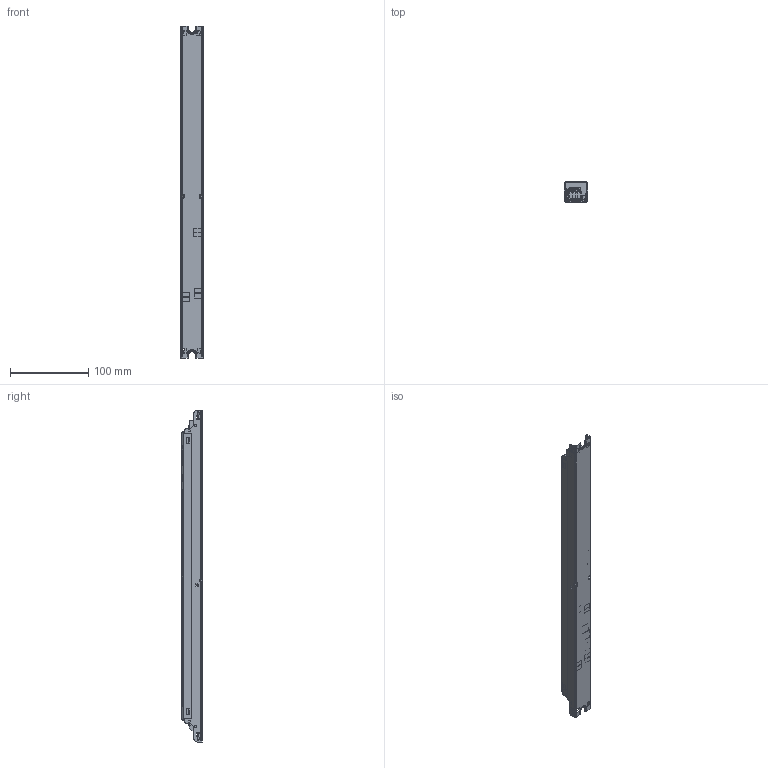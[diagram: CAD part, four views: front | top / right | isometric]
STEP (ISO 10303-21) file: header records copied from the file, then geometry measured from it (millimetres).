
FILE_DESCRIPTION(/* description */ (''),/* implementation_level */ '2;1');
FILE_NAME(/* name */ '75WG2 Product_0909.stp',/* time_stamp */ '2020-09-09T10:09:34+08:00',/* author */ ('cnh69992'),/* organization */ (''),/* preprocessor_version */ 'ST-DEVELOPER v16.5',/* originating_system */ 'Autodesk Inventor 2017',/* authorisation */ '');
FILE_SCHEMA (('AUTOMOTIVE_DESIGN { 1 0 10303 214 3 1 1 }'));
Products named in the file (69): 75WG2 Product_0901; Chassis; 442240889801; 442240892851; Tape; 3D; 3D_Outline; cap_safe_180059144025_lda060_0750_r_1; fus_089045079_lda060_0500_r_1; trf_145080140_e080040_04p_d06_m_1; res_o090054115025_ldb060_0500_r_1; cap_123082179025_ldb060_0750_r_1; trf_265435196_e225315_09p_d09_m_11; cep_d185270185_bend9955_dki080_0750_m_1; pkg_so4-11-4m1s_tosh_b_1; trf_210220192_e100150_05p_d09_m_11; cap_safe_134054139025_ldb060_0750_r_1; trf_229140149_e188100_04p_d09_m_11; res_o096055115019_ldb060_0500_r_1; spg_822264607661_x_1; trf_145145145_e100100_05p_d06_m_11; dio_sub_sma_tase_b_1; pkg_to252-dpak_b_1; res_sllf321610_b_1; pkg_sot23-5l_st_b_1; icc_qfp032e080s07l12h16_b_2-180; pcb_mod_antenna_02p_m_1; pkg_sot223_b_1; cap_safe_o095040120030_ldb060_0750_r_1; ind_sllf160810_b_1; ind_sllf201214_b_1; mec_442240000104_m_1; cep_d055168013_ldb050_0500_r_1; cep_d068178013_ldb050_0500_r_1; icc_so08e127rs225_b_1; pkg_sot23-5mini_b_1; res_sllf160810_b_1; cap_safe_o120050130030_ldb060_0750_r_1; dio_scp52252917_b_2; res_o070050105035_ldb060_0500_r_1 ...
Assembly tree (378 placements, depth 4):
  75WG2 Product_0901
    Chassis
    442240889801
    442240892851
    Tape
    3D
      3D_Outline
      tld_icct_dia010_x_1  x88
      cap_sllf160810_b_1  x36
      dio_sod323_b_1  x14
      res_sllf160805_b_1  x70
      res_sllf321607_b_1  x14
      cap_safe_180059144025_lda060_0750_r_1
      dio_scp52252917_b_2  x6
      fus_089045079_lda060_0500_r_1
      tld_icct_dia010_sr_b_1  x33
      trf_145080140_e080040_04p_d06_m_1
      res_o090054115025_ldb060_0500_r_1
      spg_822264607661_x_1  x2
      cap_123082179025_ldb060_0750_r_1
      cap_sllf321619_b_1  x2
      pkg_to252-dpak_b_1  x2
      res_sllf321610_b_1  x2
      trf_265435196_e225315_09p_d09_m_11
      icc_so08e127rs225_b_1  x3
      cep_d185270185_bend9955_dki080_0750_m_1
      dio_smaf_yangji_b_1  x6
      pkg_so4-11-4m1s_tosh_b_1
      trf_210220192_e100150_05p_d09_m_11
      pkg_sot223_b_1  x2
      res_sllf160810_b_1  x2
      cap_sllf201214_b_1  x5
      cap_safe_134054139025_ldb060_0750_r_1
      ind_sllf201214_b_1  x2
      trf_229140149_e188100_04p_d09_m_11
      pkg_sot23_b_1  x6
      res_o096055115019_ldb060_0500_r_1
      trf_145145145_e100100_05p_d06_m_11
      mec_442240000104_m_1  x2
      dio_sub_sma_tase_b_1
      cap_sllf321614_b_1  x3
      pkg_sot23-5l_st_b_1
      icc_qfp032e080s07l12h16_b_2-180
      pcb_mod_antenna_02p_m_1
      pkg_sot23-5mini_b_1  x2
      cap_safe_o095040120030_ldb060_0750_r_1
      ind_sllf160810_b_1
      pkg_sot323_b_1  x4
      cep_d055168013_ldb050_0500_r_1
      cep_d068178013_ldb050_0500_r_1
      cap_safe_o120050130030_ldb060_0750_r_1
      res_o070050105035_ldb060_0500_r_1
      res_sllf201207_b_1  x5
      cap_safe_o130055115030_vki060_1000_m_1
      dio_scp55352624_npm_b_1
      icc_so08e127rs225_b_1-180
      tld_func_dia020_sr_b_1  x13
      tld_func_dia015_sr_b_1  x11
      BU2RDGYVO
        250_single_piece_violet
Bounding box: 30.2 x 25.8 x 424 mm (x, y, z)
Volume: 112603.7 mm3; surface area: 162896 mm2
Topology: 375 solids, 375 shells, 2831 faces, 5934 edges, 3856 vertices
Faces by surface type: plane 2347, cylinder 368, bspline 48, sphere 48, torus 16, cone 4
Full cylindrical faces by diameter (mm): 1 x2, 1.6 x121, 2.5 x11, 2.83 x7, 3 x13, 5.9 x1, 7.2 x1
Entity records: 45312 total; most frequent: CARTESIAN_POINT 8499, DIRECTION 7319, ORIENTED_EDGE 6602, EDGE_CURVE 3301, LINE 2683, VECTOR 2683, AXIS2_PLACEMENT_3D 2318, VERTEX_POINT 2111
